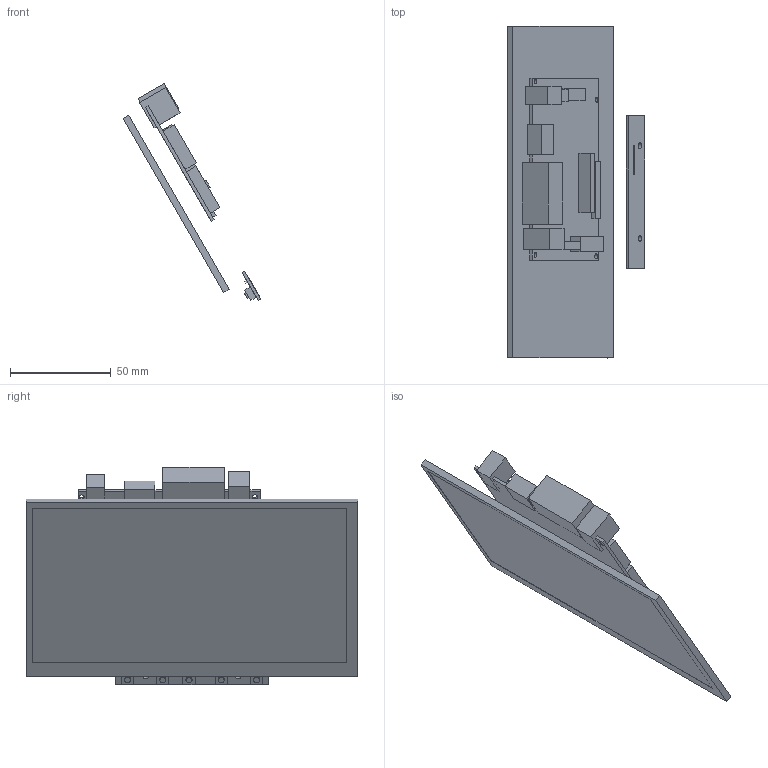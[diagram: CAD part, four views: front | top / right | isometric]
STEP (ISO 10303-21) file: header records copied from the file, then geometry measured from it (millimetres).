
FILE_DESCRIPTION(('FreeCAD Model'),'2;1');
FILE_NAME('Open CASCADE Shape Model','2024-08-20T03:13:47',(''),(''), 'Open CASCADE STEP processor 7.6','FreeCAD','Unknown');
FILE_SCHEMA(('AUTOMOTIVE_DESIGN { 1 0 10303 214 1 1 1 1 }'));
Length unit declared in the file: millimetre
Products named in the file (1): Compound
Bounding box: 68.62 x 165 x 108.16 mm (x, y, z)
Volume: 78552.5 mm3; surface area: 55499.4 mm2
Topology: 3 solids, 3 shells, 147 faces, 368 edges, 246 vertices
Faces by surface type: plane 126, cylinder 21
Full cylindrical faces by diameter (mm): 1 x10, 2.5 x4, 3 x7
Entity records: 9224 total; most frequent: CARTESIAN_POINT 1498, DIRECTION 1442, LINE 1020, VECTOR 1020, ORIENTED_EDGE 736, PCURVE 736, DEFINITIONAL_REPRESENTATION 736, EDGE_CURVE 368
